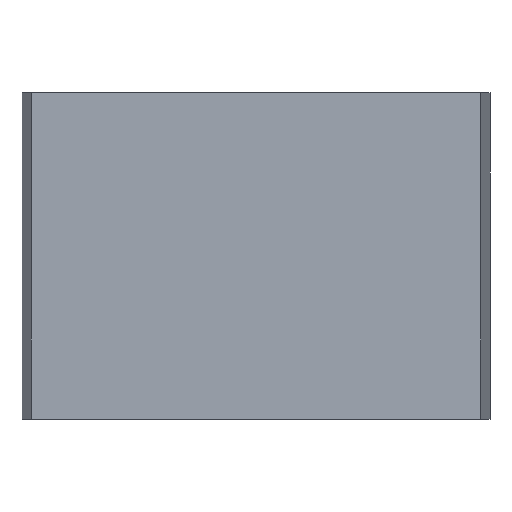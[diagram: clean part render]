
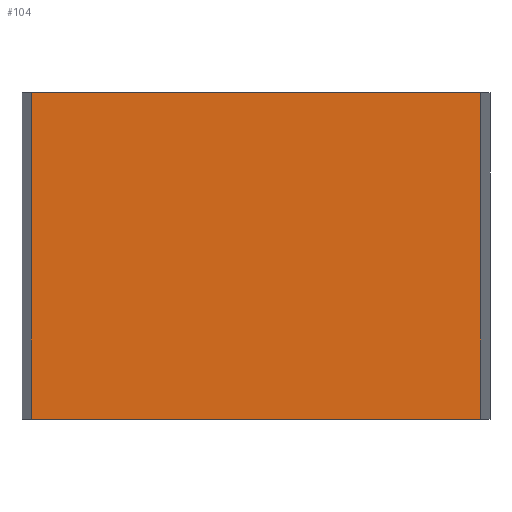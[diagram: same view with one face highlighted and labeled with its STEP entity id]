
A CAD part, top view. The second image highlights one B-rep face of the part: STEP entity #104.
In plain terms, the highlighted planar face has unit normal (0, 0, 1).
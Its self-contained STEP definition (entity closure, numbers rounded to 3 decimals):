
#18=FACE_OUTER_BOUND($,#24,.T.);
#24=EDGE_LOOP($,(#74,#75,#76,#77));
#30=LINE($,#149,#42);
#31=LINE($,#151,#43);
#32=LINE($,#153,#44);
#33=LINE($,#154,#45);
#42=VECTOR($,#123,0.762);
#43=VECTOR($,#124,1.05);
#44=VECTOR($,#125,0.762);
#45=VECTOR($,#126,1.05);
#54=VERTEX_POINT($,#147);
#55=VERTEX_POINT($,#148);
#56=VERTEX_POINT($,#150);
#57=VERTEX_POINT($,#152);
#62=EDGE_CURVE($,#54,#55,#30,.T.);
#63=EDGE_CURVE($,#54,#56,#31,.T.);
#64=EDGE_CURVE($,#56,#57,#32,.T.);
#65=EDGE_CURVE($,#57,#55,#33,.T.);
#74=ORIENTED_EDGE($,*,*,#62,.F.);
#75=ORIENTED_EDGE($,*,*,#63,.T.);
#76=ORIENTED_EDGE($,*,*,#64,.T.);
#77=ORIENTED_EDGE($,*,*,#65,.T.);
#98=PLANE($,#113);
#104=ADVANCED_FACE($,(#18),#98,.T.);
#113=AXIS2_PLACEMENT_3D($,#146,#121,#122);
#121=DIRECTION('center_axis',(0.,0.,
1.));
#122=DIRECTION('ref_axis',(0.,1.,0.));
#123=DIRECTION($,(0.,1.,0.));
#124=DIRECTION($,(1.,0.,0.));
#125=DIRECTION($,(0.,1.,0.));
#126=DIRECTION($,(-1.,0.,0.));
#146=CARTESIAN_POINT('Origin',(0.,0.,
0.711));
#147=CARTESIAN_POINT('',(-0.525,-0.381,0.711));
#148=CARTESIAN_POINT('',(-0.525,0.381,0.711));
#149=CARTESIAN_POINT($,(-0.525,-0.381,0.711));
#150=CARTESIAN_POINT('',(0.525,-0.381,0.711));
#151=CARTESIAN_POINT($,(-0.525,-0.381,0.711));
#152=CARTESIAN_POINT('',(0.525,0.381,0.711));
#153=CARTESIAN_POINT($,(0.525,-0.381,0.711));
#154=CARTESIAN_POINT($,(0.525,0.381,0.711));
